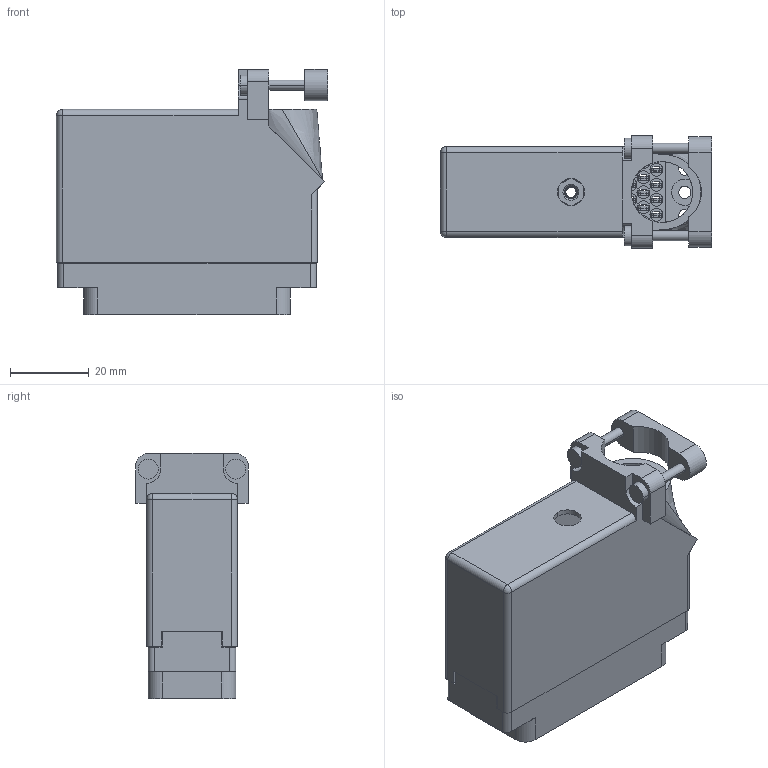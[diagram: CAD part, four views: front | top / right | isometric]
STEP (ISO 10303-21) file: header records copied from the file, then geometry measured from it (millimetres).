
FILE_DESCRIPTION (( 'STEP AP203' ), '1' );
FILE_NAME ('516-056-501-136.STEP', '2020-09-08T04:50:45', ( '' ), ( '' ), 'SwSTEP 2.0', 'SolidWorks 2020', '' );
FILE_SCHEMA (( 'CONFIG_CONTROL_DESIGN' ));
Length unit declared in the file: inch
Products named in the file (5): 516 Plug Insulator_056; 516-252-035-100_516-252-035-100; 516-292-001_501 Contact; 516-056-501-136; 516-230-001_Plastic - 056 Top Entry - Large Clamp
Assembly tree (59 placements, depth 2):
  516-056-501-136
    516 Plug Insulator_056
    516-292-001_501 Contact  x56
    516-230-001_Plastic - 056 Top Entry - Large Clamp
    516-252-035-100_516-252-035-100
Bounding box: 68.91 x 28.57 x 62.28 mm (x, y, z)
Volume: 26705.7 mm3; surface area: 43429.1 mm2
Topology: 59 solids, 59 shells, 5384 faces, 15600 edges, 10356 vertices
Faces by surface type: plane 3249, cylinder 1776, bspline 345, cone 12, sphere 2
Entity records: 52223 total; most frequent: CARTESIAN_POINT 11234, ORIENTED_EDGE 8316, DIRECTION 8017, EDGE_CURVE 4158, VECTOR 3065, LINE 3065, VERTEX_POINT 2766, AXIS2_PLACEMENT_3D 2476
